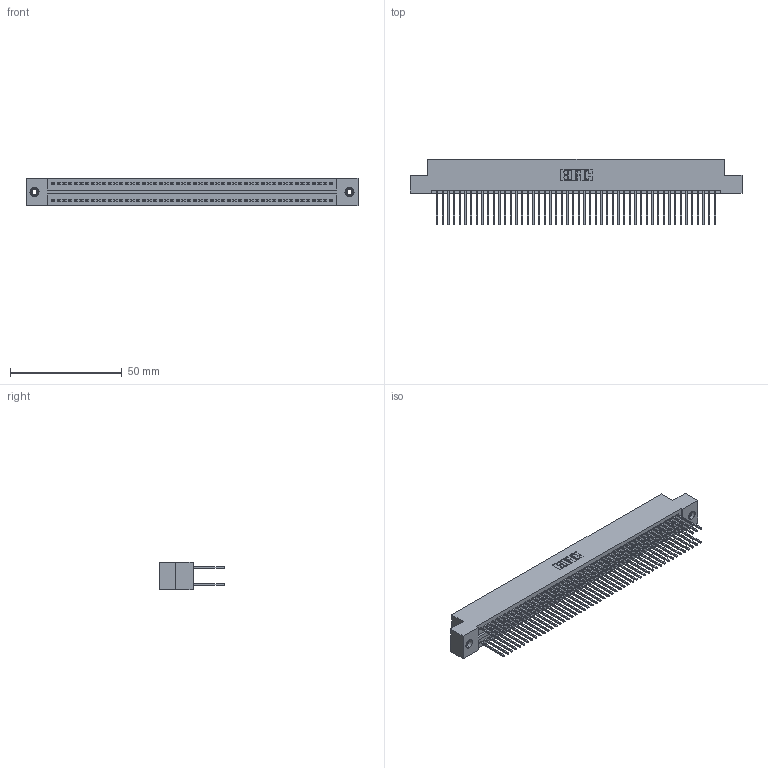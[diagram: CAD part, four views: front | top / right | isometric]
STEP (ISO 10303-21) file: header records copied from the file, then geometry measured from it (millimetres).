
FILE_DESCRIPTION (( 'STEP AP203' ), '1' );
FILE_NAME ('325-100-540-208.STEP', '2020-02-25T06:42:38', ( '' ), ( '' ), 'SwSTEP 2.0', 'SolidWorks 2016', '' );
FILE_SCHEMA (( 'CONFIG_CONTROL_DESIGN' ));
Length unit declared in the file: inch
Products named in the file (4): 325-100-540-208; 345-250-001_345-250-003-102; 325 Part_TI; 325-292-001_325-293-140
Assembly tree (103 placements, depth 2):
  325-100-540-208
    325 Part_TI
    325-292-001_325-293-140  x100
    345-250-001_345-250-003-102  x2
Bounding box: 148.72 x 29.46 x 12.45 mm (x, y, z)
Volume: 19643.3 mm3; surface area: 25783.5 mm2
Topology: 103 solids, 103 shells, 5374 faces, 15947 edges, 10490 vertices
Faces by surface type: plane 3702, cylinder 1656, cone 12, torus 4
Entity records: 32336 total; most frequent: CARTESIAN_POINT 5333, ORIENTED_EDGE 5262, DIRECTION 4573, EDGE_CURVE 2631, LINE 2483, VECTOR 2483, VERTEX_POINT 1748, AXIS2_PLACEMENT_3D 1045
